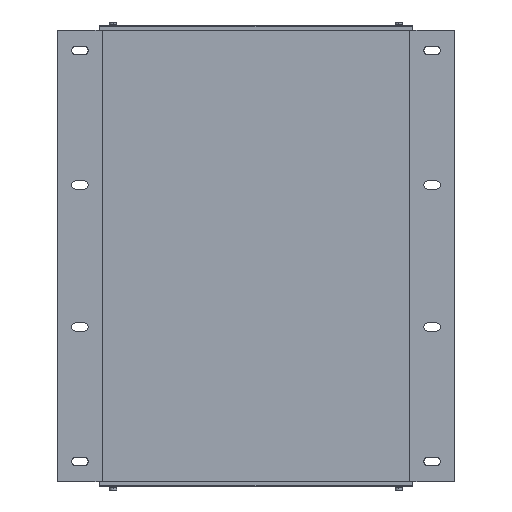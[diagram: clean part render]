
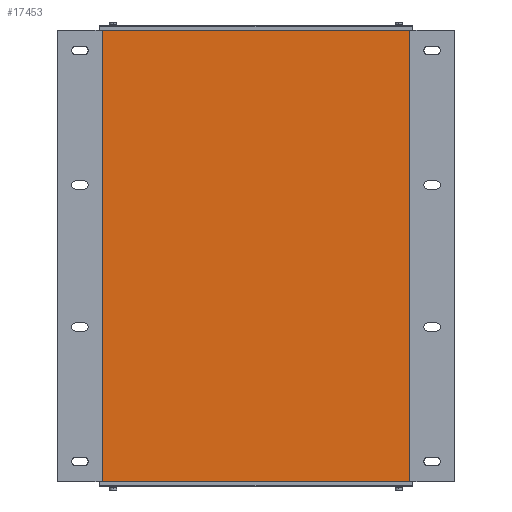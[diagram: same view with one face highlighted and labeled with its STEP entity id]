
A CAD part, front view. The second image highlights one B-rep face of the part: STEP entity #17453.
In plain terms, the highlighted planar face has unit normal (0, -1, 0).
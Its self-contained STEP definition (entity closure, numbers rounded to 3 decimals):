
#191 = AXIS2_PLACEMENT_3D ( 'NONE', #30399, #22288, #41316 ) ;
#2003 = LINE ( 'NONE', #10351, #18149 ) ;
#4625 = CARTESIAN_POINT ( 'NONE',  ( 206., -138.15, 351.75 ) ) ;
#6262 = DIRECTION ( 'NONE',  ( 1., 0., 0. ) ) ;
#6295 = FACE_OUTER_BOUND ( 'NONE', #22644, .T. ) ;
#6780 = EDGE_CURVE ( 'NONE', #44249, #31750, #38171, .T. ) ;
#6806 = PLANE ( 'NONE',  #191 ) ;
#9641 = ORIENTED_EDGE ( 'NONE', *, *, #48634, .T. ) ;
#10351 = CARTESIAN_POINT ( 'NONE',  ( 206., -138.15, 351.75 ) ) ;
#12650 = VECTOR ( 'NONE', #46285, 1000. ) ;
#13625 = LINE ( 'NONE', #29113, #26482 ) ;
#16442 = DIRECTION ( 'NONE',  ( 0., 0., 1. ) ) ;
#17013 = CARTESIAN_POINT ( 'NONE',  ( -206., -138.15, -252.25 ) ) ;
#17453 = ADVANCED_FACE ( 'Defeature ausgef�hrt2_28', ( #6295 ), #6806, .F. ) ;
#18149 = VECTOR ( 'NONE', #26094, 1000. ) ;
#22013 = ORIENTED_EDGE ( 'NONE', *, *, #22705, .T. ) ;
#22288 = DIRECTION ( 'NONE',  ( 0., 1., 0. ) ) ;
#22644 = EDGE_LOOP ( 'NONE', ( #33199, #29245, #9641, #22013 ) ) ;
#22705 = EDGE_CURVE ( 'NONE', #36954, #28209, #31687, .T. ) ;
#23317 = CARTESIAN_POINT ( 'NONE',  ( 206., -138.15, -252.25 ) ) ;
#26094 = DIRECTION ( 'NONE',  ( -1., 0., 0. ) ) ;
#26482 = VECTOR ( 'NONE', #6262, 1000. ) ;
#28209 = VERTEX_POINT ( 'NONE', #4625 ) ;
#29113 = CARTESIAN_POINT ( 'NONE',  ( 206., -138.15, -252.25 ) ) ;
#29245 = ORIENTED_EDGE ( 'NONE', *, *, #6780, .T. ) ;
#29360 = CARTESIAN_POINT ( 'NONE',  ( 206., -138.15, -252.25 ) ) ;
#30399 = CARTESIAN_POINT ( 'NONE',  ( 0., -138.15, 49.75 ) ) ;
#31687 = LINE ( 'NONE', #23317, #34194 ) ;
#31750 = VERTEX_POINT ( 'NONE', #17013 ) ;
#33199 = ORIENTED_EDGE ( 'NONE', *, *, #44195, .T. ) ;
#34194 = VECTOR ( 'NONE', #16442, 1000. ) ;
#34611 = CARTESIAN_POINT ( 'NONE',  ( -206., -138.15, -252.25 ) ) ;
#36954 = VERTEX_POINT ( 'NONE', #29360 ) ;
#38171 = LINE ( 'NONE', #34611, #12650 ) ;
#41316 = DIRECTION ( 'NONE',  ( 1., 0., 0. ) ) ;
#44195 = EDGE_CURVE ( 'NONE', #28209, #44249, #2003, .T. ) ;
#44249 = VERTEX_POINT ( 'NONE', #44624 ) ;
#44624 = CARTESIAN_POINT ( 'NONE',  ( -206., -138.15, 351.75 ) ) ;
#46285 = DIRECTION ( 'NONE',  ( 0., 0., -1. ) ) ;
#48634 = EDGE_CURVE ( 'NONE', #31750, #36954, #13625, .T. ) ;
